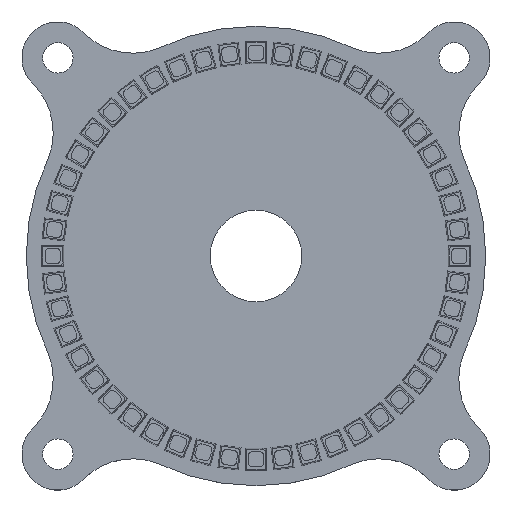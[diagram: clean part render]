
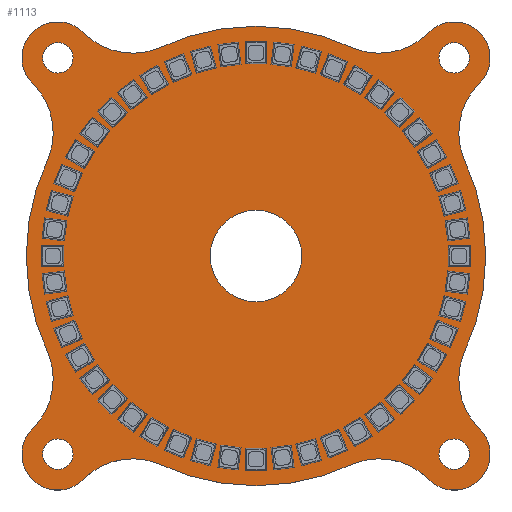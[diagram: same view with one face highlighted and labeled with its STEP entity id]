
A CAD part, top view. The second image highlights one B-rep face of the part: STEP entity #1113.
In plain terms, the highlighted planar face has unit normal (0, 0, 1).
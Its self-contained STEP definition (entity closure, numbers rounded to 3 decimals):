
#388 = VERTEX_POINT('',#389);
#389 = CARTESIAN_POINT('',(-22.,-17.,1.2));
#395 = EDGE_CURVE('',#388,#396,#398,.T.);
#396 = VERTEX_POINT('',#397);
#397 = CARTESIAN_POINT('',(-20.378,-9.773,1.2));
#398 = CIRCLE('',#399,6.775);
#399 = AXIS2_PLACEMENT_3D('',#400,#401,#402);
#400 = CARTESIAN_POINT('',(-26.724,-12.144,1.2));
#401 = DIRECTION('',(0.,0.,1.));
#402 = DIRECTION('',(0.697,-0.717,0.));
#428 = EDGE_CURVE('',#396,#429,#431,.T.);
#429 = VERTEX_POINT('',#430);
#430 = CARTESIAN_POINT('',(-20.378,9.773,1.2));
#431 = CIRCLE('',#432,22.603);
#432 = AXIS2_PLACEMENT_3D('',#433,#434,#435);
#433 = CARTESIAN_POINT('',(0.003,0.,1.2));
#434 = DIRECTION('',(0.,0.,-1.));
#435 = DIRECTION('',(-0.902,-0.432,0.));
#461 = EDGE_CURVE('',#429,#462,#464,.T.);
#462 = VERTEX_POINT('',#463);
#463 = CARTESIAN_POINT('',(-22.,17.,1.2));
#464 = CIRCLE('',#465,6.775);
#465 = AXIS2_PLACEMENT_3D('',#466,#467,#468);
#466 = CARTESIAN_POINT('',(-26.724,12.144,1.2));
#467 = DIRECTION('',(0.,0.,1.));
#468 = DIRECTION('',(0.937,-0.35,0.));
#494 = EDGE_CURVE('',#462,#495,#497,.T.);
#495 = VERTEX_POINT('',#496);
#496 = CARTESIAN_POINT('',(-17.,22.,1.2));
#497 = CIRCLE('',#498,3.536);
#498 = AXIS2_PLACEMENT_3D('',#499,#500,#501);
#499 = CARTESIAN_POINT('',(-19.5,19.5,1.2));
#500 = DIRECTION('',(0.,0.,-1.));
#501 = DIRECTION('',(-0.707,-0.707,0.));
#527 = EDGE_CURVE('',#495,#528,#530,.T.);
#528 = VERTEX_POINT('',#529);
#529 = CARTESIAN_POINT('',(-9.773,20.378,1.2));
#530 = CIRCLE('',#531,6.775);
#531 = AXIS2_PLACEMENT_3D('',#532,#533,#534);
#532 = CARTESIAN_POINT('',(-12.144,26.724,1.2));
#533 = DIRECTION('',(0.,0.,1.));
#534 = DIRECTION('',(-0.717,-0.697,0.));
#560 = EDGE_CURVE('',#528,#561,#563,.T.);
#561 = VERTEX_POINT('',#562);
#562 = CARTESIAN_POINT('',(9.773,20.378,1.2));
#563 = CIRCLE('',#564,22.603);
#564 = AXIS2_PLACEMENT_3D('',#565,#566,#567);
#565 = CARTESIAN_POINT('',(0.,-0.003,1.2));
#566 = DIRECTION('',(0.,0.,-1.));
#567 = DIRECTION('',(-0.432,0.902,0.));
#593 = EDGE_CURVE('',#561,#594,#596,.T.);
#594 = VERTEX_POINT('',#595);
#595 = CARTESIAN_POINT('',(17.,22.,1.2));
#596 = CIRCLE('',#597,6.775);
#597 = AXIS2_PLACEMENT_3D('',#598,#599,#600);
#598 = CARTESIAN_POINT('',(12.144,26.724,1.2));
#599 = DIRECTION('',(0.,0.,1.));
#600 = DIRECTION('',(-0.35,-0.937,0.));
#626 = EDGE_CURVE('',#594,#627,#629,.T.);
#627 = VERTEX_POINT('',#628);
#628 = CARTESIAN_POINT('',(22.,17.,1.2));
#629 = CIRCLE('',#630,3.536);
#630 = AXIS2_PLACEMENT_3D('',#631,#632,#633);
#631 = CARTESIAN_POINT('',(19.5,19.5,1.2));
#632 = DIRECTION('',(0.,0.,-1.));
#633 = DIRECTION('',(-0.707,0.707,0.));
#659 = EDGE_CURVE('',#627,#660,#662,.T.);
#660 = VERTEX_POINT('',#661);
#661 = CARTESIAN_POINT('',(20.378,9.773,1.2));
#662 = CIRCLE('',#663,6.775);
#663 = AXIS2_PLACEMENT_3D('',#664,#665,#666);
#664 = CARTESIAN_POINT('',(26.724,12.144,1.2));
#665 = DIRECTION('',(0.,0.,1.));
#666 = DIRECTION('',(-0.697,0.717,0.));
#692 = EDGE_CURVE('',#660,#693,#695,.T.);
#693 = VERTEX_POINT('',#694);
#694 = CARTESIAN_POINT('',(20.378,-9.773,1.2));
#695 = CIRCLE('',#696,22.603);
#696 = AXIS2_PLACEMENT_3D('',#697,#698,#699);
#697 = CARTESIAN_POINT('',(-0.003,0.,1.2));
#698 = DIRECTION('',(0.,0.,-1.));
#699 = DIRECTION('',(0.902,0.432,0.));
#725 = EDGE_CURVE('',#693,#726,#728,.T.);
#726 = VERTEX_POINT('',#727);
#727 = CARTESIAN_POINT('',(22.,-17.,1.2));
#728 = CIRCLE('',#729,6.775);
#729 = AXIS2_PLACEMENT_3D('',#730,#731,#732);
#730 = CARTESIAN_POINT('',(26.724,-12.144,1.2));
#731 = DIRECTION('',(0.,0.,1.));
#732 = DIRECTION('',(-0.937,0.35,0.));
#758 = EDGE_CURVE('',#726,#759,#761,.T.);
#759 = VERTEX_POINT('',#760);
#760 = CARTESIAN_POINT('',(17.,-22.,1.2));
#761 = CIRCLE('',#762,3.536);
#762 = AXIS2_PLACEMENT_3D('',#763,#764,#765);
#763 = CARTESIAN_POINT('',(19.5,-19.5,1.2));
#764 = DIRECTION('',(0.,0.,-1.));
#765 = DIRECTION('',(0.707,0.707,0.));
#791 = EDGE_CURVE('',#759,#792,#794,.T.);
#792 = VERTEX_POINT('',#793);
#793 = CARTESIAN_POINT('',(9.773,-20.378,1.2));
#794 = CIRCLE('',#795,6.775);
#795 = AXIS2_PLACEMENT_3D('',#796,#797,#798);
#796 = CARTESIAN_POINT('',(12.144,-26.724,1.2));
#797 = DIRECTION('',(0.,0.,1.));
#798 = DIRECTION('',(0.717,0.697,0.));
#824 = EDGE_CURVE('',#792,#825,#827,.T.);
#825 = VERTEX_POINT('',#826);
#826 = CARTESIAN_POINT('',(-9.773,-20.378,1.2));
#827 = CIRCLE('',#828,22.603);
#828 = AXIS2_PLACEMENT_3D('',#829,#830,#831);
#829 = CARTESIAN_POINT('',(0.,0.003,1.2));
#830 = DIRECTION('',(0.,0.,-1.));
#831 = DIRECTION('',(0.432,-0.902,0.));
#857 = EDGE_CURVE('',#825,#858,#860,.T.);
#858 = VERTEX_POINT('',#859);
#859 = CARTESIAN_POINT('',(-17.,-22.,1.2));
#860 = CIRCLE('',#861,6.775);
#861 = AXIS2_PLACEMENT_3D('',#862,#863,#864);
#862 = CARTESIAN_POINT('',(-12.144,-26.724,1.2));
#863 = DIRECTION('',(0.,0.,1.));
#864 = DIRECTION('',(0.35,0.937,0.));
#890 = EDGE_CURVE('',#858,#388,#891,.T.);
#891 = CIRCLE('',#892,3.536);
#892 = AXIS2_PLACEMENT_3D('',#893,#894,#895);
#893 = CARTESIAN_POINT('',(-19.5,-19.5,1.2));
#894 = DIRECTION('',(0.,0.,-1.));
#895 = DIRECTION('',(0.707,-0.707,0.));
#916 = VERTEX_POINT('',#917);
#917 = CARTESIAN_POINT('',(-18.,-19.5,1.2));
#923 = EDGE_CURVE('',#916,#916,#924,.T.);
#924 = CIRCLE('',#925,1.5);
#925 = AXIS2_PLACEMENT_3D('',#926,#927,#928);
#926 = CARTESIAN_POINT('',(-19.5,-19.5,1.2));
#927 = DIRECTION('',(0.,0.,1.));
#928 = DIRECTION('',(1.,0.,0.));
#949 = VERTEX_POINT('',#950);
#950 = CARTESIAN_POINT('',(-18.,19.5,1.2));
#956 = EDGE_CURVE('',#949,#949,#957,.T.);
#957 = CIRCLE('',#958,1.5);
#958 = AXIS2_PLACEMENT_3D('',#959,#960,#961);
#959 = CARTESIAN_POINT('',(-19.5,19.5,1.2));
#960 = DIRECTION('',(0.,0.,1.));
#961 = DIRECTION('',(1.,0.,0.));
#982 = VERTEX_POINT('',#983);
#983 = CARTESIAN_POINT('',(21.,-19.5,1.2));
#989 = EDGE_CURVE('',#982,#982,#990,.T.);
#990 = CIRCLE('',#991,1.5);
#991 = AXIS2_PLACEMENT_3D('',#992,#993,#994);
#992 = CARTESIAN_POINT('',(19.5,-19.5,1.2));
#993 = DIRECTION('',(0.,0.,1.));
#994 = DIRECTION('',(1.,0.,0.));
#1015 = VERTEX_POINT('',#1016);
#1016 = CARTESIAN_POINT('',(4.5,0.,1.2));
#1022 = EDGE_CURVE('',#1015,#1015,#1023,.T.);
#1023 = CIRCLE('',#1024,4.5);
#1024 = AXIS2_PLACEMENT_3D('',#1025,#1026,#1027);
#1025 = CARTESIAN_POINT('',(0.,0.,1.2));
#1026 = DIRECTION('',(0.,0.,1.));
#1027 = DIRECTION('',(1.,0.,0.));
#1048 = VERTEX_POINT('',#1049);
#1049 = CARTESIAN_POINT('',(21.,19.5,1.2));
#1055 = EDGE_CURVE('',#1048,#1048,#1056,.T.);
#1056 = CIRCLE('',#1057,1.5);
#1057 = AXIS2_PLACEMENT_3D('',#1058,#1059,#1060);
#1058 = CARTESIAN_POINT('',(19.5,19.5,1.2));
#1059 = DIRECTION('',(0.,0.,1.));
#1060 = DIRECTION('',(1.,0.,0.));
#1113 = ADVANCED_FACE('',(#1114,#1132,#1135,#1138,#1141,#1144),#1147,.F.
  );
#1114 = FACE_BOUND('',#1115,.F.);
#1115 = EDGE_LOOP('',(#1116,#1117,#1118,#1119,#1120,#1121,#1122,#1123,
    #1124,#1125,#1126,#1127,#1128,#1129,#1130,#1131));
#1116 = ORIENTED_EDGE('',*,*,#395,.T.);
#1117 = ORIENTED_EDGE('',*,*,#428,.T.);
#1118 = ORIENTED_EDGE('',*,*,#461,.T.);
#1119 = ORIENTED_EDGE('',*,*,#494,.T.);
#1120 = ORIENTED_EDGE('',*,*,#527,.T.);
#1121 = ORIENTED_EDGE('',*,*,#560,.T.);
#1122 = ORIENTED_EDGE('',*,*,#593,.T.);
#1123 = ORIENTED_EDGE('',*,*,#626,.T.);
#1124 = ORIENTED_EDGE('',*,*,#659,.T.);
#1125 = ORIENTED_EDGE('',*,*,#692,.T.);
#1126 = ORIENTED_EDGE('',*,*,#725,.T.);
#1127 = ORIENTED_EDGE('',*,*,#758,.T.);
#1128 = ORIENTED_EDGE('',*,*,#791,.T.);
#1129 = ORIENTED_EDGE('',*,*,#824,.T.);
#1130 = ORIENTED_EDGE('',*,*,#857,.T.);
#1131 = ORIENTED_EDGE('',*,*,#890,.T.);
#1132 = FACE_BOUND('',#1133,.F.);
#1133 = EDGE_LOOP('',(#1134));
#1134 = ORIENTED_EDGE('',*,*,#923,.T.);
#1135 = FACE_BOUND('',#1136,.F.);
#1136 = EDGE_LOOP('',(#1137));
#1137 = ORIENTED_EDGE('',*,*,#956,.T.);
#1138 = FACE_BOUND('',#1139,.F.);
#1139 = EDGE_LOOP('',(#1140));
#1140 = ORIENTED_EDGE('',*,*,#989,.T.);
#1141 = FACE_BOUND('',#1142,.F.);
#1142 = EDGE_LOOP('',(#1143));
#1143 = ORIENTED_EDGE('',*,*,#1022,.T.);
#1144 = FACE_BOUND('',#1145,.F.);
#1145 = EDGE_LOOP('',(#1146));
#1146 = ORIENTED_EDGE('',*,*,#1055,.T.);
#1147 = PLANE('',#1148);
#1148 = AXIS2_PLACEMENT_3D('',#1149,#1150,#1151);
#1149 = CARTESIAN_POINT('',(-22.,-17.,1.2));
#1150 = DIRECTION('',(0.,0.,-1.));
#1151 = DIRECTION('',(-1.,0.,0.));
